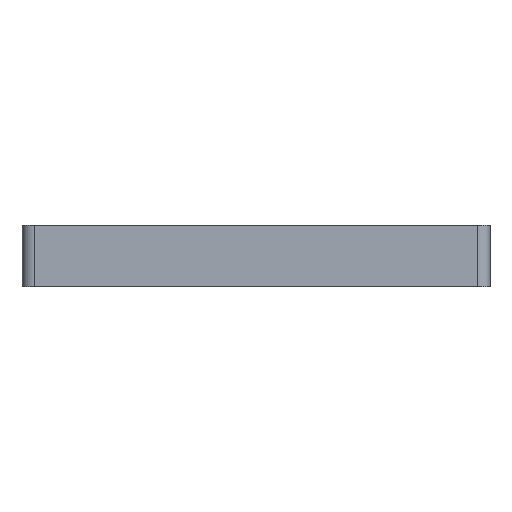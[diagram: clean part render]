
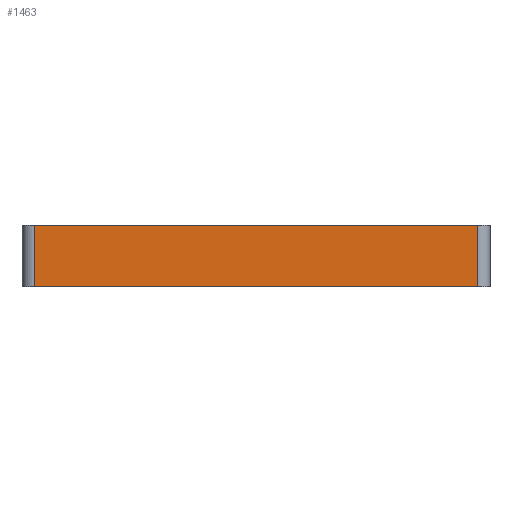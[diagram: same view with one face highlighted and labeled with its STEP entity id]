
A CAD part, left-side view. The second image highlights one B-rep face of the part: STEP entity #1463.
In plain terms, the highlighted planar face has unit normal (-1, 0, 0).
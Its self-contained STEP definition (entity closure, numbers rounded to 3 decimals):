
#44 = VECTOR ( 'NONE', #573, 1000. ) ;
#79 = VECTOR ( 'NONE', #2126, 1000. ) ;
#156 = ORIENTED_EDGE ( 'NONE', *, *, #451, .F. ) ;
#164 = CARTESIAN_POINT ( 'NONE',  ( -79., 56.825, 7.938 ) ) ;
#196 = ORIENTED_EDGE ( 'NONE', *, *, #817, .F. ) ;
#451 = EDGE_CURVE ( 'NONE', #1467, #2120, #607, .T. ) ;
#472 = VECTOR ( 'NONE', #1358, 1000. ) ;
#555 = CARTESIAN_POINT ( 'NONE',  ( -79., -56.825, 7.938 ) ) ;
#573 = DIRECTION ( 'NONE',  ( 0., -1., 0. ) ) ;
#607 = LINE ( 'NONE', #555, #79 ) ;
#693 = ORIENTED_EDGE ( 'NONE', *, *, #2404, .T. ) ;
#760 = VERTEX_POINT ( 'NONE', #2183 ) ;
#762 = DIRECTION ( 'NONE',  ( 0., 0., -1. ) ) ;
#778 = ORIENTED_EDGE ( 'NONE', *, *, #2472, .T. ) ;
#804 = CARTESIAN_POINT ( 'NONE',  ( -79., -56.825, -7.938 ) ) ;
#814 = FACE_OUTER_BOUND ( 'NONE', #2204, .T. ) ;
#817 = EDGE_CURVE ( 'NONE', #1744, #1467, #2157, .T. ) ;
#968 = CARTESIAN_POINT ( 'NONE',  ( -79., 56.825, -7.938 ) ) ;
#1358 = DIRECTION ( 'NONE',  ( 0., -1., 0. ) ) ;
#1361 = CARTESIAN_POINT ( 'NONE',  ( -79., -56.825, 7.938 ) ) ;
#1437 = LINE ( 'NONE', #164, #1935 ) ;
#1463 = ADVANCED_FACE ( 'NONE', ( #814 ), #2379, .F. ) ;
#1465 = LINE ( 'NONE', #968, #472 ) ;
#1467 = VERTEX_POINT ( 'NONE', #1361 ) ;
#1744 = VERTEX_POINT ( 'NONE', #2292 ) ;
#1935 = VECTOR ( 'NONE', #2350, 1000. ) ;
#1967 = CARTESIAN_POINT ( 'NONE',  ( -79., 56.825, 7.938 ) ) ;
#2120 = VERTEX_POINT ( 'NONE', #804 ) ;
#2121 = DIRECTION ( 'NONE',  ( 1., 0., 0. ) ) ;
#2126 = DIRECTION ( 'NONE',  ( 0., 0., -1. ) ) ;
#2157 = LINE ( 'NONE', #2575, #44 ) ;
#2183 = CARTESIAN_POINT ( 'NONE',  ( -79., 56.825, -7.938 ) ) ;
#2204 = EDGE_LOOP ( 'NONE', ( #693, #156, #196, #778 ) ) ;
#2262 = AXIS2_PLACEMENT_3D ( 'NONE', #1967, #2121, #762 ) ;
#2292 = CARTESIAN_POINT ( 'NONE',  ( -79., 56.825, 7.938 ) ) ;
#2350 = DIRECTION ( 'NONE',  ( 0., 0., -1. ) ) ;
#2379 = PLANE ( 'NONE',  #2262 ) ;
#2404 = EDGE_CURVE ( 'NONE', #760, #2120, #1465, .T. ) ;
#2472 = EDGE_CURVE ( 'NONE', #1744, #760, #1437, .T. ) ;
#2575 = CARTESIAN_POINT ( 'NONE',  ( -79., 56.825, 7.938 ) ) ;
